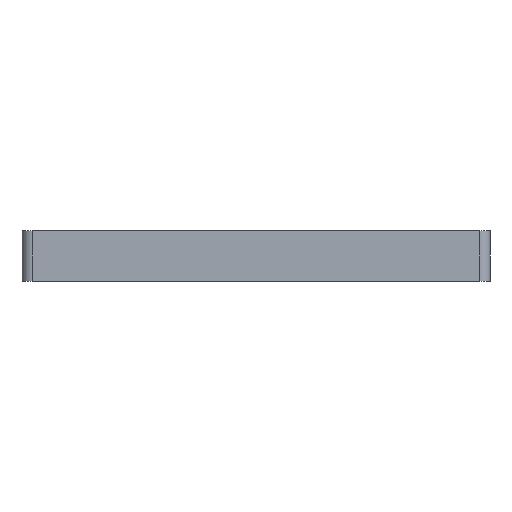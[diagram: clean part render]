
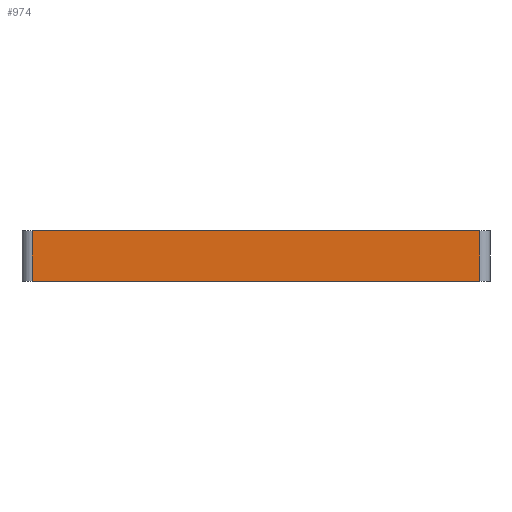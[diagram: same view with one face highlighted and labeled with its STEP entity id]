
A CAD part, front view. The second image highlights one B-rep face of the part: STEP entity #974.
In plain terms, the highlighted planar face has unit normal (0, -1, 0).
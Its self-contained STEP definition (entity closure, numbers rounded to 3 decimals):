
#179=FACE_OUTER_BOUND('',#227,.T.);
#227=EDGE_LOOP('',(#777,#778,#779,#780));
#327=LINE('',#1591,#400);
#329=LINE('',#1597,#402);
#330=LINE('',#1599,#403);
#331=LINE('',#1600,#404);
#400=VECTOR('',#1313,10.);
#402=VECTOR('',#1319,10.);
#403=VECTOR('',#1320,10.);
#404=VECTOR('',#1321,10.);
#491=VERTEX_POINT('',#1588);
#492=VERTEX_POINT('',#1590);
#494=VERTEX_POINT('',#1596);
#495=VERTEX_POINT('',#1598);
#610=EDGE_CURVE('',#491,#492,#327,.T.);
#613=EDGE_CURVE('',#491,#494,#329,.F.);
#614=EDGE_CURVE('',#495,#494,#330,.T.);
#615=EDGE_CURVE('',#495,#492,#331,.T.);
#777=ORIENTED_EDGE('',*,*,#610,.F.);
#778=ORIENTED_EDGE('',*,*,#613,.T.);
#779=ORIENTED_EDGE('',*,*,#614,.F.);
#780=ORIENTED_EDGE('',*,*,#615,.T.);
#933=PLANE('',#1084);
#974=ADVANCED_FACE('',(#179),#933,.T.);
#1084=AXIS2_PLACEMENT_3D('',#1595,#1317,#1318);
#1313=DIRECTION('',(0.,0.,-1.));
#1317=DIRECTION('center_axis',(0.,-1.,0.));
#1318=DIRECTION('ref_axis',(1.,0.,0.));
#1319=DIRECTION('',(1.,0.,0.));
#1320=DIRECTION('',(0.,0.,1.));
#1321=DIRECTION('',(1.,0.,0.));
#1588=CARTESIAN_POINT('',(43.3,-1.5,1.6));
#1590=CARTESIAN_POINT('',(43.3,-1.5,-3.3));
#1591=CARTESIAN_POINT('',(43.3,-1.5,-3.3));
#1595=CARTESIAN_POINT('Origin',(-1.5,-1.5,-3.3));
#1596=CARTESIAN_POINT('',(-0.5,-1.5,1.6));
#1597=CARTESIAN_POINT('',(9.95,-1.5,1.6));
#1598=CARTESIAN_POINT('',(-0.5,-1.5,-3.3));
#1599=CARTESIAN_POINT('',(-0.5,-1.5,-3.3));
#1600=CARTESIAN_POINT('',(-1.5,-1.5,-3.3));
